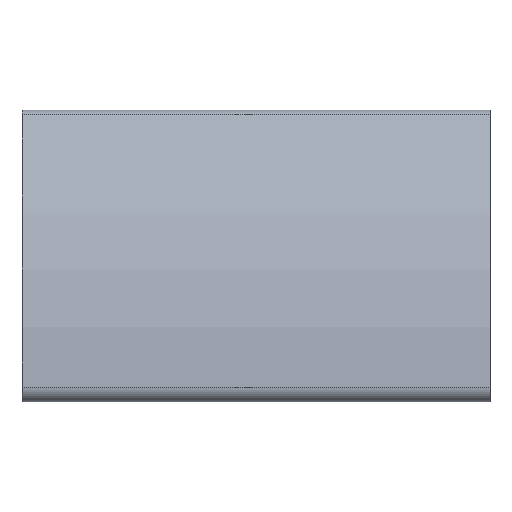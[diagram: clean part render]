
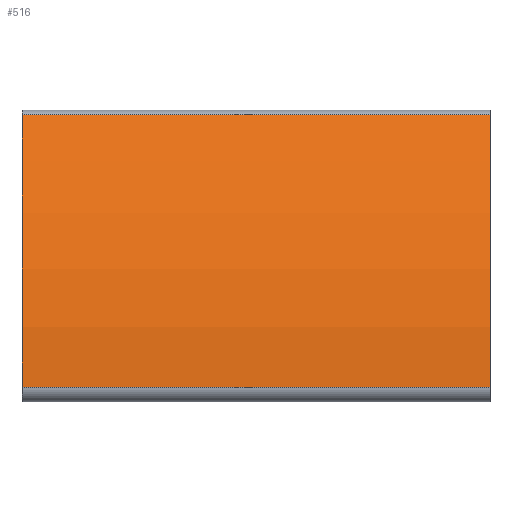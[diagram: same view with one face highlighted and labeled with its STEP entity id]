
A CAD part, left-side view. The second image highlights one B-rep face of the part: STEP entity #516.
In plain terms, the highlighted cylindrical face has radius 90 mm (diameter 180 mm), a partial arc.
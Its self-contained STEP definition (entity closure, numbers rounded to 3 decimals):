
#516 = ADVANCED_FACE( '', ( #1036 ), #1037, .T. );
#1036 = FACE_OUTER_BOUND( '', #1549, .T. );
#1037 = CYLINDRICAL_SURFACE( '', #1550, 90. );
#1549 = EDGE_LOOP( '', ( #3183, #3184, #3185, #3186 ) );
#1550 = AXIS2_PLACEMENT_3D( '', #3187, #3188, #3189 );
#3183 = ORIENTED_EDGE( '', *, *, #3580, .F. );
#3184 = ORIENTED_EDGE( '', *, *, #3849, .F. );
#3185 = ORIENTED_EDGE( '', *, *, #3723, .T. );
#3186 = ORIENTED_EDGE( '', *, *, #3823, .T. );
#3187 = CARTESIAN_POINT( '', ( 61.472, 100., -31.18 ) );
#3188 = DIRECTION( '', ( 0., 1., 0. ) );
#3189 = DIRECTION( '', ( 0., 0., -1. ) );
#3580 = EDGE_CURVE( '', #4486, #4488, #4489, .T. );
#3723 = EDGE_CURVE( '', #4665, #4702, #4704, .T. );
#3823 = EDGE_CURVE( '', #4702, #4488, #4809, .T. );
#3849 = EDGE_CURVE( '', #4665, #4486, #4835, .T. );
#4486 = VERTEX_POINT( '', #5653 );
#4488 = VERTEX_POINT( '', #5655 );
#4489 = CIRCLE( '', #5656, 90. );
#4665 = VERTEX_POINT( '', #5883 );
#4702 = VERTEX_POINT( '', #5935 );
#4704 = CIRCLE( '', #5937, 90. );
#4809 = LINE( '', #6082, #6083 );
#4835 = LINE( '', #6114, #6115 );
#5653 = CARTESIAN_POINT( '', ( -4.324, 0., 30.227 ) );
#5655 = CARTESIAN_POINT( '', ( -28.474, 0., -28.077 ) );
#5656 = AXIS2_PLACEMENT_3D( '', #6682, #6683, #6684 );
#5883 = CARTESIAN_POINT( '', ( -4.324, 100., 30.227 ) );
#5935 = CARTESIAN_POINT( '', ( -28.474, 100., -28.077 ) );
#5937 = AXIS2_PLACEMENT_3D( '', #6946, #6947, #6948 );
#6082 = CARTESIAN_POINT( '', ( -28.474, 100., -28.077 ) );
#6083 = VECTOR( '', #7007, 1000. );
#6114 = CARTESIAN_POINT( '', ( -4.324, 100., 30.227 ) );
#6115 = VECTOR( '', #7013, 1000. );
#6682 = CARTESIAN_POINT( '', ( 61.472, 0., -31.18 ) );
#6683 = DIRECTION( '', ( 0., -1., 0. ) );
#6684 = DIRECTION( '', ( 1., 0., 0. ) );
#6946 = CARTESIAN_POINT( '', ( 61.472, 100., -31.18 ) );
#6947 = DIRECTION( '', ( 0., -1., 0. ) );
#6948 = DIRECTION( '', ( 1., 0., 0. ) );
#7007 = DIRECTION( '', ( 0., -1., 0. ) );
#7013 = DIRECTION( '', ( 0., -1., 0. ) );
